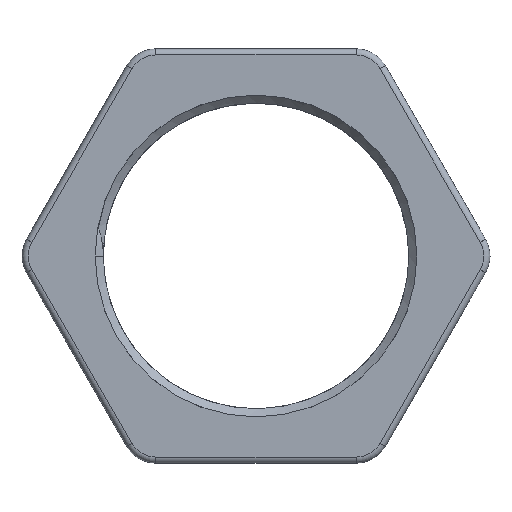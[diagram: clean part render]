
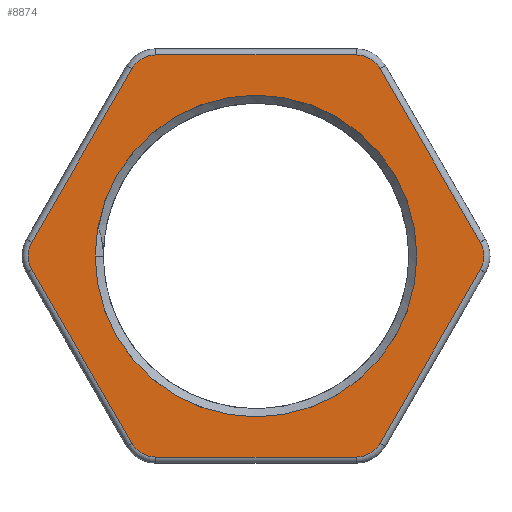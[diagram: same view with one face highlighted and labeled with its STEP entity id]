
A CAD part, front view. The second image highlights one B-rep face of the part: STEP entity #8874.
In plain terms, the highlighted planar face has unit normal (0, -1, 0).
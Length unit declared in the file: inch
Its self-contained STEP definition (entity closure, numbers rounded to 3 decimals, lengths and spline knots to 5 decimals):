
#47=FACE_BOUND('',#1091,.T.);
#188=PLANE('',#9476);
#570=FACE_OUTER_BOUND('',#1090,.T.);
#1090=EDGE_LOOP('',(#6470,#6471,#6472,#6473,#6474,#6475,#6476,#6477,#6478,
#6479,#6480,#6481));
#1091=EDGE_LOOP('',(#6482));
#1584=CIRCLE('',#9377,1.65);
#1620=CIRCLE('',#9436,0.28125);
#1624=CIRCLE('',#9442,0.28125);
#1628=CIRCLE('',#9448,0.28125);
#1632=CIRCLE('',#9454,0.28125);
#1636=CIRCLE('',#9460,0.28125);
#1640=CIRCLE('',#9466,0.28125);
#1928=LINE('',#13285,#2937);
#1929=LINE('',#13296,#2938);
#1931=LINE('',#13308,#2940);
#1933=LINE('',#13320,#2942);
#1935=LINE('',#13332,#2944);
#1937=LINE('',#13344,#2946);
#2937=VECTOR('',#10010,0.3937);
#2938=VECTOR('',#10023,0.3937);
#2940=VECTOR('',#10037,0.3937);
#2942=VECTOR('',#10051,0.3937);
#2944=VECTOR('',#10065,0.3937);
#2946=VECTOR('',#10079,0.3937);
#3928=VERTEX_POINT('',#11915);
#3987=VERTEX_POINT('',#13278);
#3990=VERTEX_POINT('',#13283);
#3992=VERTEX_POINT('',#13288);
#3994=VERTEX_POINT('',#13294);
#3996=VERTEX_POINT('',#13300);
#3998=VERTEX_POINT('',#13306);
#4000=VERTEX_POINT('',#13312);
#4002=VERTEX_POINT('',#13318);
#4004=VERTEX_POINT('',#13324);
#4006=VERTEX_POINT('',#13330);
#4008=VERTEX_POINT('',#13336);
#4010=VERTEX_POINT('',#13342);
#4800=EDGE_CURVE('',#3928,#3928,#1584,.T.);
#4885=EDGE_CURVE('',#3990,#3987,#1928,.T.);
#4887=EDGE_CURVE('',#3992,#3990,#1620,.T.);
#4890=EDGE_CURVE('',#3994,#3992,#1929,.T.);
#4893=EDGE_CURVE('',#3996,#3994,#1624,.T.);
#4896=EDGE_CURVE('',#3998,#3996,#1931,.T.);
#4899=EDGE_CURVE('',#4000,#3998,#1628,.T.);
#4902=EDGE_CURVE('',#4002,#4000,#1933,.T.);
#4905=EDGE_CURVE('',#4004,#4002,#1632,.T.);
#4908=EDGE_CURVE('',#4006,#4004,#1935,.T.);
#4911=EDGE_CURVE('',#4008,#4006,#1636,.T.);
#4914=EDGE_CURVE('',#4010,#4008,#1937,.T.);
#4917=EDGE_CURVE('',#3987,#4010,#1640,.T.);
#6470=ORIENTED_EDGE('',*,*,#4885,.F.);
#6471=ORIENTED_EDGE('',*,*,#4887,.F.);
#6472=ORIENTED_EDGE('',*,*,#4890,.F.);
#6473=ORIENTED_EDGE('',*,*,#4893,.F.);
#6474=ORIENTED_EDGE('',*,*,#4896,.F.);
#6475=ORIENTED_EDGE('',*,*,#4899,.F.);
#6476=ORIENTED_EDGE('',*,*,#4902,.F.);
#6477=ORIENTED_EDGE('',*,*,#4905,.F.);
#6478=ORIENTED_EDGE('',*,*,#4908,.F.);
#6479=ORIENTED_EDGE('',*,*,#4911,.F.);
#6480=ORIENTED_EDGE('',*,*,#4914,.F.);
#6481=ORIENTED_EDGE('',*,*,#4917,.F.);
#6482=ORIENTED_EDGE('',*,*,#4800,.T.);
#8874=ADVANCED_FACE('',(#570,#47),#188,.F.);
#9377=AXIS2_PLACEMENT_3D('',#11917,#9877,#9878);
#9436=AXIS2_PLACEMENT_3D('',#13290,#10015,#10016);
#9442=AXIS2_PLACEMENT_3D('',#13302,#10029,#10030);
#9448=AXIS2_PLACEMENT_3D('',#13314,#10043,#10044);
#9454=AXIS2_PLACEMENT_3D('',#13326,#10057,#10058);
#9460=AXIS2_PLACEMENT_3D('',#13338,#10071,#10072);
#9466=AXIS2_PLACEMENT_3D('',#13348,#10085,#10086);
#9476=AXIS2_PLACEMENT_3D('',#13769,#10217,#10218);
#9877=DIRECTION('center_axis',(0.,1.,0.));
#9878=DIRECTION('ref_axis',(1.,0.,0.));
#10010=DIRECTION('',(0.5,0.,0.866));
#10015=DIRECTION('center_axis',(0.,1.,0.));
#10016=DIRECTION('ref_axis',(-1.,0.,0.));
#10023=DIRECTION('',(-0.5,0.,0.866));
#10029=DIRECTION('center_axis',(0.,1.,0.));
#10030=DIRECTION('ref_axis',(-0.5,0.,-0.866));
#10037=DIRECTION('',(-1.,0.,0.));
#10043=DIRECTION('center_axis',(0.,1.,0.));
#10044=DIRECTION('ref_axis',(0.5,0.,-0.866));
#10051=DIRECTION('',(-0.5,0.,-0.866));
#10057=DIRECTION('center_axis',(0.,1.,0.));
#10058=DIRECTION('ref_axis',(1.,0.,0.));
#10065=DIRECTION('',(0.5,0.,-0.866));
#10071=DIRECTION('center_axis',(0.,1.,0.));
#10072=DIRECTION('ref_axis',(0.5,0.,0.866));
#10079=DIRECTION('',(1.,0.,0.));
#10085=DIRECTION('center_axis',(0.,1.,0.));
#10086=DIRECTION('ref_axis',(-0.5,0.,0.866));
#10217=DIRECTION('center_axis',(0.,1.,0.));
#10218=DIRECTION('ref_axis',(0.,0.,1.));
#11915=CARTESIAN_POINT('',(-1.65,0.,0.));
#11917=CARTESIAN_POINT('Origin',(0.,0.,0.));
#13278=CARTESIAN_POINT('',(-1.27197,0.,1.92188));
#13283=CARTESIAN_POINT('',(-2.30038,0.,0.14063));
#13285=CARTESIAN_POINT('',(-1.47946,0.,1.5625));
#13288=CARTESIAN_POINT('',(-2.30038,0.,-0.14063));
#13290=CARTESIAN_POINT('Origin',(-2.05681,0.,0.));
#13294=CARTESIAN_POINT('',(-1.27197,0.,-1.92188));
#13296=CARTESIAN_POINT('',(-2.09289,0.,-0.5));
#13300=CARTESIAN_POINT('',(-1.02841,0.,-2.0625));
#13302=CARTESIAN_POINT('Origin',(-1.02841,0.,-1.78125));
#13306=CARTESIAN_POINT('',(1.02841,0.,-2.0625));
#13308=CARTESIAN_POINT('',(-0.61343,0.,-2.0625));
#13312=CARTESIAN_POINT('',(1.27197,0.,-1.92188));
#13314=CARTESIAN_POINT('Origin',(1.02841,0.,-1.78125));
#13318=CARTESIAN_POINT('',(2.30038,0.,-0.14063));
#13320=CARTESIAN_POINT('',(1.47946,0.,-1.5625));
#13324=CARTESIAN_POINT('',(2.30038,0.,0.14062));
#13326=CARTESIAN_POINT('Origin',(2.05681,0.,0.));
#13330=CARTESIAN_POINT('',(1.27197,0.,1.92188));
#13332=CARTESIAN_POINT('',(2.09289,0.,0.5));
#13336=CARTESIAN_POINT('',(1.02841,0.,2.0625));
#13338=CARTESIAN_POINT('Origin',(1.02841,0.,1.78125));
#13342=CARTESIAN_POINT('',(-1.02841,0.,2.0625));
#13344=CARTESIAN_POINT('',(0.61343,0.,2.0625));
#13348=CARTESIAN_POINT('Origin',(-1.02841,0.,1.78125));
#13769=CARTESIAN_POINT('Origin',(0.,0.,0.));
